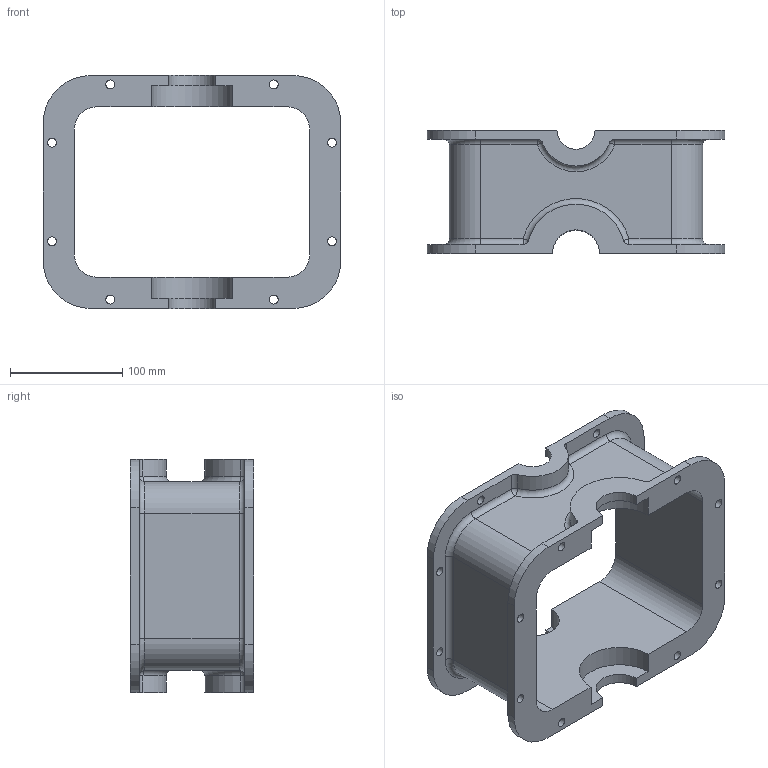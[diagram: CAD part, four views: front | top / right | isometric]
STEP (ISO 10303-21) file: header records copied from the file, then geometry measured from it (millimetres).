
FILE_DESCRIPTION(/* description */ (''),/* implementation_level */ '2;1');
FILE_NAME(/* name */ 'MiddleFinal v3.step',/* time_stamp */ '2022-03-02T02:28:39+03:00',/* author */ (''),/* organization */ (''),/* preprocessor_version */ 'ST-DEVELOPER v18.1',/* originating_system */ 'Autodesk Translation Framework v10.13.0.1454',/* authorisation */ '');
FILE_SCHEMA (('AUTOMOTIVE_DESIGN { 1 0 10303 214 3 1 1 }'));
Length unit declared in the file: millimetre
Products named in the file (1): MiddleFinal
Bounding box: 266 x 110 x 208 mm (x, y, z)
Volume: 900070.8 mm3; surface area: 235786.3 mm2
Topology: 1 solids, 1 shells, 112 faces, 296 edges, 184 vertices
Faces by surface type: cylinder 64, plane 28, torus 12, sphere 8
Full cylindrical faces by diameter (mm): 8 x16
Entity records: 3596 total; most frequent: DIRECTION 670, CARTESIAN_POINT 593, ORIENTED_EDGE 592, EDGE_CURVE 296, AXIS2_PLACEMENT_3D 261, VERTEX_POINT 184, LINE 148, VECTOR 148
